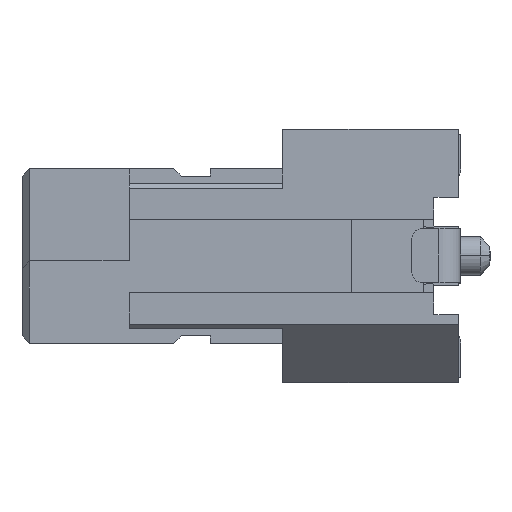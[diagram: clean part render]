
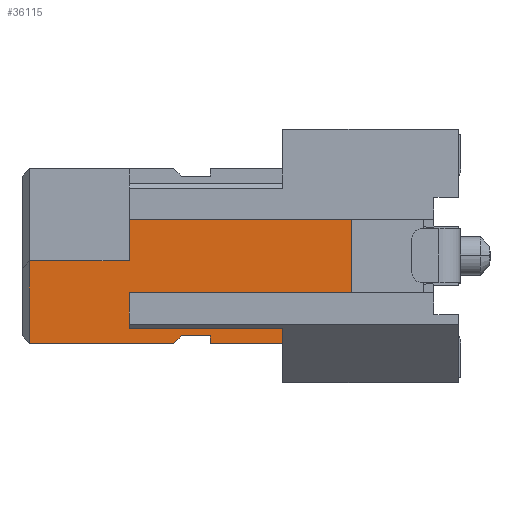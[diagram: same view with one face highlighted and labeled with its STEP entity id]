
A CAD part, left-side view. The second image highlights one B-rep face of the part: STEP entity #36115.
In plain terms, the highlighted planar face has unit normal (-1, 0, 0).
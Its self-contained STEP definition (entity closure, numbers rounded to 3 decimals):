
#740=CARTESIAN_POINT('',(-7.855,6.776,-1.357));
#741=VERTEX_POINT('',#740);
#748=CARTESIAN_POINT('',(-7.855,6.776,-1.592));
#749=VERTEX_POINT('',#748);
#750=CARTESIAN_POINT('',(-7.855,6.776,-1.357));
#751=DIRECTION('',(0.,0.,-1.));
#752=VECTOR('',#751,0.235);
#753=LINE('',#750,#752);
#754=EDGE_CURVE('',#741,#749,#753,.T.);
#818=CARTESIAN_POINT('',(-7.855,6.776,-0.202));
#819=VERTEX_POINT('',#818);
#826=CARTESIAN_POINT('',(-7.855,6.776,1.153));
#827=VERTEX_POINT('',#826);
#828=CARTESIAN_POINT('',(-7.855,6.776,-0.202));
#829=DIRECTION('',(0.,0.,1.));
#830=VECTOR('',#829,1.355);
#831=LINE('',#828,#830);
#832=EDGE_CURVE('',#819,#827,#831,.T.);
#896=CARTESIAN_POINT('',(-7.855,6.526,-1.107));
#897=VERTEX_POINT('',#896);
#904=CARTESIAN_POINT('',(-7.855,6.526,-1.107));
#905=DIRECTION('',(0.,0.707,-0.707));
#906=VECTOR('',#905,0.354);
#907=LINE('',#904,#906);
#908=EDGE_CURVE('',#897,#741,#907,.T.);
#921=CARTESIAN_POINT('',(-7.855,3.626,-1.592));
#922=VERTEX_POINT('',#921);
#923=CARTESIAN_POINT('',(-7.855,3.626,-1.592));
#924=DIRECTION('',(0.,1.,0.));
#925=VECTOR('',#924,3.15);
#926=LINE('',#923,#925);
#927=EDGE_CURVE('',#922,#749,#926,.T.);
#979=CARTESIAN_POINT('',(-7.855,3.626,-1.892));
#980=VERTEX_POINT('',#979);
#981=CARTESIAN_POINT('',(-7.855,3.626,-1.892));
#982=DIRECTION('',(0.,0.,1.));
#983=VECTOR('',#982,0.3);
#984=LINE('',#981,#983);
#985=EDGE_CURVE('',#980,#922,#984,.T.);
#3073=CARTESIAN_POINT('',(-7.855,6.526,0.903));
#3074=VERTEX_POINT('',#3073);
#3075=CARTESIAN_POINT('',(-7.855,6.526,0.903));
#3076=DIRECTION('',(0.,0.707,0.707));
#3077=VECTOR('',#3076,0.354);
#3078=LINE('',#3075,#3077);
#3079=EDGE_CURVE('',#3074,#827,#3078,.T.);
#3106=CARTESIAN_POINT('',(-7.855,8.826,-1.892));
#3107=VERTEX_POINT('',#3106);
#3114=CARTESIAN_POINT('',(-7.855,8.826,-0.202));
#3115=VERTEX_POINT('',#3114);
#3116=CARTESIAN_POINT('',(-7.855,8.826,-0.202));
#3117=DIRECTION('',(0.,0.,-1.));
#3118=VECTOR('',#3117,1.69);
#3119=LINE('',#3116,#3118);
#3120=EDGE_CURVE('',#3115,#3107,#3119,.T.);
#3167=CARTESIAN_POINT('',(-7.855,6.776,-0.202));
#3168=DIRECTION('',(0.,1.,0.));
#3169=VECTOR('',#3168,2.05);
#3170=LINE('',#3167,#3169);
#3171=EDGE_CURVE('',#819,#3115,#3170,.T.);
#3552=CARTESIAN_POINT('',(-7.855,5.712,-1.742));
#3553=VERTEX_POINT('',#3552);
#3560=CARTESIAN_POINT('',(-7.855,5.862,-1.892));
#3561=VERTEX_POINT('',#3560);
#3562=CARTESIAN_POINT('',(-7.855,5.862,-1.892));
#3563=DIRECTION('',(0.,-0.707,0.707));
#3564=VECTOR('',#3563,0.212);
#3565=LINE('',#3562,#3564);
#3566=EDGE_CURVE('',#3561,#3553,#3565,.T.);
#3583=CARTESIAN_POINT('',(-7.855,5.112,-1.892));
#3584=VERTEX_POINT('',#3583);
#3591=CARTESIAN_POINT('',(-7.855,5.112,-1.742));
#3592=VERTEX_POINT('',#3591);
#3593=CARTESIAN_POINT('',(-7.855,5.112,-1.742));
#3594=DIRECTION('',(0.,0.,-1.));
#3595=VECTOR('',#3594,0.15);
#3596=LINE('',#3593,#3595);
#3597=EDGE_CURVE('',#3592,#3584,#3596,.T.);
#3615=CARTESIAN_POINT('',(-7.855,5.712,-1.742));
#3616=DIRECTION('',(0.,-1.,0.));
#3617=VECTOR('',#3616,0.6);
#3618=LINE('',#3615,#3617);
#3619=EDGE_CURVE('',#3553,#3592,#3618,.T.);
#4014=CARTESIAN_POINT('',(-7.855,5.112,-1.892));
#4015=DIRECTION('',(0.,-1.,0.));
#4016=VECTOR('',#4015,1.486);
#4017=LINE('',#4014,#4016);
#4018=EDGE_CURVE('',#3584,#980,#4017,.T.);
#5814=CARTESIAN_POINT('',(-7.855,8.826,-1.892));
#5815=DIRECTION('',(0.,-1.,0.));
#5816=VECTOR('',#5815,2.964);
#5817=LINE('',#5814,#5816);
#5818=EDGE_CURVE('',#3107,#3561,#5817,.T.);
#36062=CARTESIAN_POINT('',(-7.855,2.226,-1.107));
#36063=VERTEX_POINT('',#36062);
#36070=CARTESIAN_POINT('',(-7.855,2.226,-1.107));
#36071=DIRECTION('',(0.,1.,0.));
#36072=VECTOR('',#36071,4.3);
#36073=LINE('',#36070,#36072);
#36074=EDGE_CURVE('',#36063,#897,#36073,.T.);
#36080=CARTESIAN_POINT('',(-7.855,4.676,-0.37));
#36081=DIRECTION('',(0.,0.,1.));
#36082=DIRECTION('',(-1.,0.,0.));
#36083=AXIS2_PLACEMENT_3D('',#36080,#36082,#36081);
#36084=PLANE('',#36083);
#36085=ORIENTED_EDGE('',*,*,#36074,.F.);
#36086=CARTESIAN_POINT('',(-7.855,2.226,0.898));
#36087=VERTEX_POINT('',#36086);
#36088=CARTESIAN_POINT('',(-7.855,2.226,0.903));
#36089=DIRECTION('',(0.,0.,-1.));
#36090=VECTOR('',#36089,2.01);
#36091=LINE('',#36088,#36090);
#36092=EDGE_CURVE('',#36087,#36063,#36091,.T.);
#36093=ORIENTED_EDGE('',*,*,#36092,.F.);
#36094=CARTESIAN_POINT('',(-7.855,2.226,0.903));
#36095=DIRECTION('',(0.,1.,0.));
#36096=VECTOR('',#36095,4.3);
#36097=LINE('',#36094,#36096);
#36098=EDGE_CURVE('',#36087,#3074,#36097,.T.);
#36099=ORIENTED_EDGE('',*,*,#36098,.T.);
#36100=ORIENTED_EDGE('',*,*,#3079,.T.);
#36101=ORIENTED_EDGE('',*,*,#832,.F.);
#36102=ORIENTED_EDGE('',*,*,#3171,.T.);
#36103=ORIENTED_EDGE('',*,*,#3120,.T.);
#36104=ORIENTED_EDGE('',*,*,#5818,.T.);
#36105=ORIENTED_EDGE('',*,*,#3566,.T.);
#36106=ORIENTED_EDGE('',*,*,#3619,.T.);
#36107=ORIENTED_EDGE('',*,*,#3597,.T.);
#36108=ORIENTED_EDGE('',*,*,#4018,.T.);
#36109=ORIENTED_EDGE('',*,*,#985,.T.);
#36110=ORIENTED_EDGE('',*,*,#927,.T.);
#36111=ORIENTED_EDGE('',*,*,#754,.F.);
#36112=ORIENTED_EDGE('',*,*,#908,.F.);
#36113=EDGE_LOOP('',(#36085,#36093,#36099,#36100,#36101,#36102,#36103,#36104,#36105,#36106,#36107,#36108,#36109,#36110,#36111,#36112));
#36114=FACE_OUTER_BOUND('',#36113,.T.);
#36115=ADVANCED_FACE('',(#36114),#36084,.T.);
